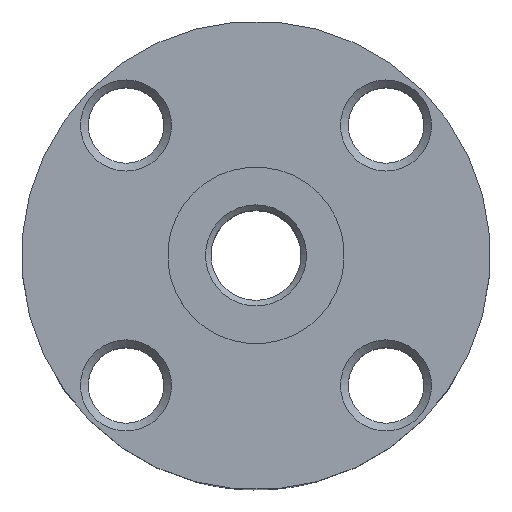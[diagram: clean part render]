
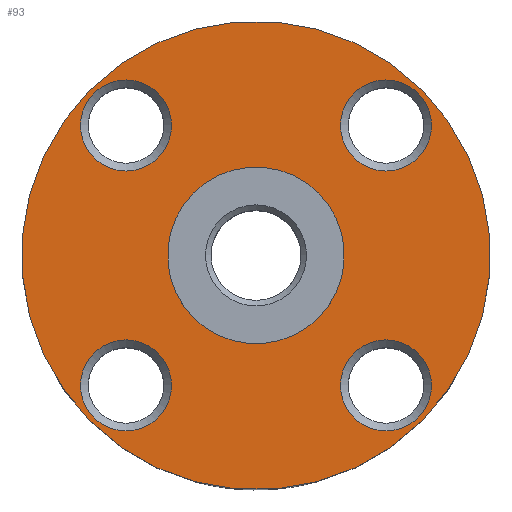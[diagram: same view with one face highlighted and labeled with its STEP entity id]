
A CAD part, top view. The second image highlights one B-rep face of the part: STEP entity #93.
In plain terms, the highlighted planar face has unit normal (0, 0, 1).
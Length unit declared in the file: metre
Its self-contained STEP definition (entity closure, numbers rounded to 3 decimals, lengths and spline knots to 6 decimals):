
#93 = ADVANCED_FACE( '', ( #201, #202, #203, #204, #205, #206 ), #207, .T. );
#201 = FACE_BOUND( '', #366, .T. );
#202 = FACE_BOUND( '', #367, .T. );
#203 = FACE_BOUND( '', #368, .T. );
#204 = FACE_BOUND( '', #369, .T. );
#205 = FACE_BOUND( '', #370, .T. );
#206 = FACE_OUTER_BOUND( '', #371, .T. );
#207 = PLANE( '', #372 );
#366 = EDGE_LOOP( '', ( #499 ) );
#367 = EDGE_LOOP( '', ( #500 ) );
#368 = EDGE_LOOP( '', ( #501 ) );
#369 = EDGE_LOOP( '', ( #502 ) );
#370 = EDGE_LOOP( '', ( #503 ) );
#371 = EDGE_LOOP( '', ( #504 ) );
#372 = AXIS2_PLACEMENT_3D( '', #505, #506, #507 );
#499 = ORIENTED_EDGE( '', *, *, #3745, .T. );
#500 = ORIENTED_EDGE( '', *, *, #3740, .T. );
#501 = ORIENTED_EDGE( '', *, *, #3730, .T. );
#502 = ORIENTED_EDGE( '', *, *, #3747, .T. );
#503 = ORIENTED_EDGE( '', *, *, #3717, .F. );
#504 = ORIENTED_EDGE( '', *, *, #3748, .T. );
#505 = CARTESIAN_POINT( '', ( 0., 0., 0.007 ) );
#506 = DIRECTION( '', ( 0., 0., 1. ) );
#507 = DIRECTION( '', ( 0.707, 0.707, 0. ) );
#3717 = EDGE_CURVE( '', #3768, #3768, #3769, .T. );
#3730 = EDGE_CURVE( '', #3791, #3791, #3792, .F. );
#3740 = EDGE_CURVE( '', #3807, #3807, #3808, .F. );
#3745 = EDGE_CURVE( '', #3815, #3815, #3816, .F. );
#3747 = EDGE_CURVE( '', #3818, #3818, #3819, .F. );
#3748 = EDGE_CURVE( '', #3820, #3820, #3821, .T. );
#3768 = VERTEX_POINT( '', #3844 );
#3769 = CIRCLE( '', #3845, 0.003975 );
#3791 = VERTEX_POINT( '', #3929 );
#3792 = CIRCLE( '', #3930, 0.00205 );
#3807 = VERTEX_POINT( '', #4004 );
#3808 = CIRCLE( '', #4005, 0.00205 );
#3815 = VERTEX_POINT( '', #4012 );
#3816 = CIRCLE( '', #4013, 0.00205 );
#3818 = VERTEX_POINT( '', #4015 );
#3819 = CIRCLE( '', #4016, 0.00205 );
#3820 = VERTEX_POINT( '', #4017 );
#3821 = CIRCLE( '', #4018, 0.01055 );
#3844 = CARTESIAN_POINT( '', ( 0.002811, 0.002811, 0.007 ) );
#3845 = AXIS2_PLACEMENT_3D( '', #4041, #4042, #4043 );
#3929 = CARTESIAN_POINT( '', ( -0.003801, 0.005851, 0.007 ) );
#3930 = AXIS2_PLACEMENT_3D( '', #4065, #4066, #4067 );
#4004 = CARTESIAN_POINT( '', ( 0.007901, 0.005851, 0.007 ) );
#4005 = AXIS2_PLACEMENT_3D( '', #4080, #4081, #4082 );
#4012 = CARTESIAN_POINT( '', ( 0.007901, -0.005851, 0.007 ) );
#4013 = AXIS2_PLACEMENT_3D( '', #4089, #4090, #4091 );
#4015 = CARTESIAN_POINT( '', ( -0.003801, -0.005851, 0.007 ) );
#4016 = AXIS2_PLACEMENT_3D( '', #4092, #4093, #4094 );
#4017 = CARTESIAN_POINT( '', ( 0.00746, 0.00746, 0.007 ) );
#4018 = AXIS2_PLACEMENT_3D( '', #4095, #4096, #4097 );
#4041 = CARTESIAN_POINT( '', ( 0., 0., 0.007 ) );
#4042 = DIRECTION( '', ( 0., 0., 1. ) );
#4043 = DIRECTION( '', ( 0.707, 0.707, 0. ) );
#4065 = CARTESIAN_POINT( '', ( -0.005851, 0.005851, 0.007 ) );
#4066 = DIRECTION( '', ( 0., 0., 1. ) );
#4067 = DIRECTION( '', ( 1., 0., 0. ) );
#4080 = CARTESIAN_POINT( '', ( 0.005851, 0.005851, 0.007 ) );
#4081 = DIRECTION( '', ( 0., 0., 1. ) );
#4082 = DIRECTION( '', ( 1., 0., 0. ) );
#4089 = CARTESIAN_POINT( '', ( 0.005851, -0.005851, 0.007 ) );
#4090 = DIRECTION( '', ( 0., 0., 1. ) );
#4091 = DIRECTION( '', ( 1., 0., 0. ) );
#4092 = CARTESIAN_POINT( '', ( -0.005851, -0.005851, 0.007 ) );
#4093 = DIRECTION( '', ( 0., 0., 1. ) );
#4094 = DIRECTION( '', ( 1., 0., 0. ) );
#4095 = CARTESIAN_POINT( '', ( 0., 0., 0.007 ) );
#4096 = DIRECTION( '', ( 0., 0., 1. ) );
#4097 = DIRECTION( '', ( 0.707, 0.707, 0. ) );
